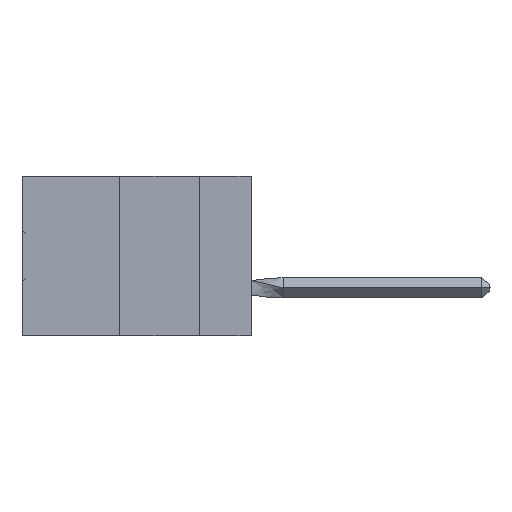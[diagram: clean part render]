
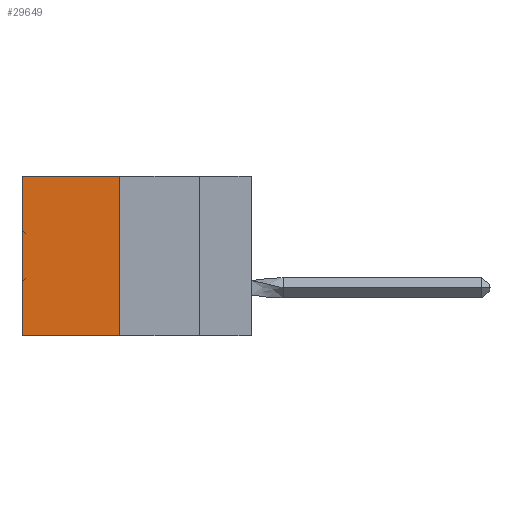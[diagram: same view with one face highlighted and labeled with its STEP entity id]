
A CAD part, left-side view. The second image highlights one B-rep face of the part: STEP entity #29649.
In plain terms, the highlighted planar face has unit normal (-1, 0, 0).
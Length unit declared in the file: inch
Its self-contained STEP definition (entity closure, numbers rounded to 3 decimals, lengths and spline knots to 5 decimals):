
#4410 = EDGE_LOOP ( 'NONE', ( #7193, #54937, #41180, #13295 ) ) ;
#5708 = EDGE_CURVE ( 'NONE', #32897, #58103, #26555, .T. ) ;
#7193 = ORIENTED_EDGE ( 'NONE', *, *, #13079, .T. ) ;
#9989 = CARTESIAN_POINT ( 'NONE',  ( 0.305, 0.413, -0.5 ) ) ;
#10495 = CARTESIAN_POINT ( 'NONE',  ( 0.305, 0.413, -0.5 ) ) ;
#11367 = EDGE_CURVE ( 'NONE', #54343, #32897, #47734, .T. ) ;
#13079 = EDGE_CURVE ( 'NONE', #39173, #58103, #60368, .T. ) ;
#13295 = ORIENTED_EDGE ( 'NONE', *, *, #50854, .T. ) ;
#15312 = DIRECTION ( 'NONE',  ( 0., 0., -1. ) ) ;
#15474 = VECTOR ( 'NONE', #47220, 39.37008 ) ;
#17568 = AXIS2_PLACEMENT_3D ( 'NONE', #9989, #57701, #29099 ) ;
#18288 = CARTESIAN_POINT ( 'NONE',  ( 0.305, 0.413, -0.5 ) ) ;
#18702 = DIRECTION ( 'NONE',  ( 0., 1., 0. ) ) ;
#20818 = VECTOR ( 'NONE', #15312, 39.37008 ) ;
#22025 = VECTOR ( 'NONE', #18702, 39.37008 ) ;
#22956 = VECTOR ( 'NONE', #53600, 39.37008 ) ;
#24268 = PLANE ( 'NONE',  #17568 ) ;
#26555 = LINE ( 'NONE', #18288, #22025 ) ;
#29099 = DIRECTION ( 'NONE',  ( 0., 0., -1. ) ) ;
#29649 = ADVANCED_FACE ( 'NONE', ( #38482 ), #24268, .F. ) ;
#29762 = LINE ( 'NONE', #30439, #22956 ) ;
#30439 = CARTESIAN_POINT ( 'NONE',  ( 0.305, 0.413, 0. ) ) ;
#32897 = VERTEX_POINT ( 'NONE', #53278 ) ;
#38049 = CARTESIAN_POINT ( 'NONE',  ( 0.305, 0.72, -0.5 ) ) ;
#38482 = FACE_OUTER_BOUND ( 'NONE', #4410, .T. ) ;
#39173 = VERTEX_POINT ( 'NONE', #49831 ) ;
#41180 = ORIENTED_EDGE ( 'NONE', *, *, #11367, .F. ) ;
#44411 = CARTESIAN_POINT ( 'NONE',  ( 0.305, 0.72, -0.5 ) ) ;
#47220 = DIRECTION ( 'NONE',  ( 0., 0., -1. ) ) ;
#47734 = LINE ( 'NONE', #10495, #20818 ) ;
#49831 = CARTESIAN_POINT ( 'NONE',  ( 0.305, 0.72, 0. ) ) ;
#50854 = EDGE_CURVE ( 'NONE', #54343, #39173, #29762, .T. ) ;
#53278 = CARTESIAN_POINT ( 'NONE',  ( 0.305, 0.413, -0.5 ) ) ;
#53600 = DIRECTION ( 'NONE',  ( 0., 1., 0. ) ) ;
#54343 = VERTEX_POINT ( 'NONE', #61669 ) ;
#54937 = ORIENTED_EDGE ( 'NONE', *, *, #5708, .F. ) ;
#57701 = DIRECTION ( 'NONE',  ( 1., 0., 0. ) ) ;
#58103 = VERTEX_POINT ( 'NONE', #44411 ) ;
#60368 = LINE ( 'NONE', #38049, #15474 ) ;
#61669 = CARTESIAN_POINT ( 'NONE',  ( 0.305, 0.413, 0. ) ) ;
